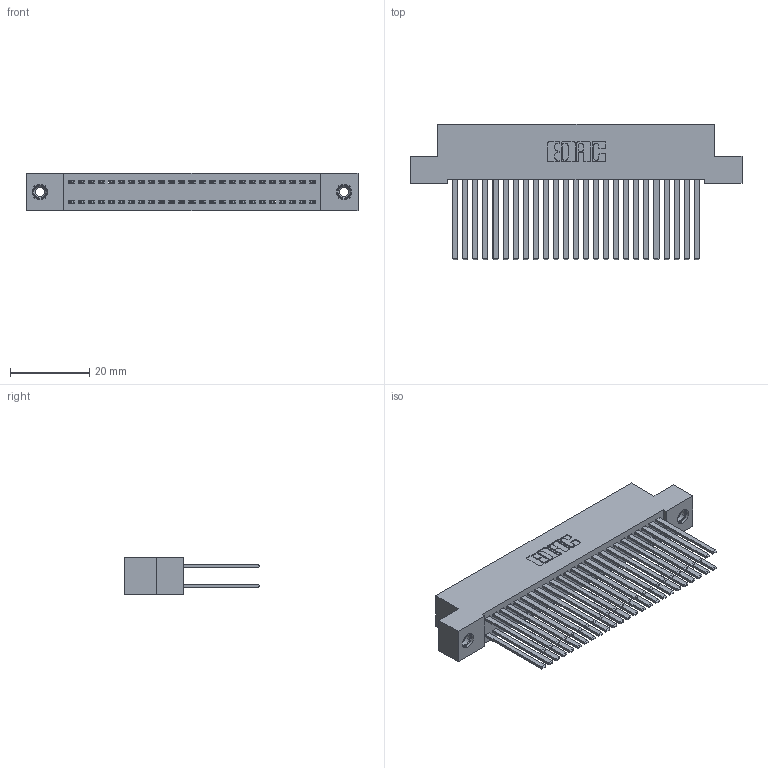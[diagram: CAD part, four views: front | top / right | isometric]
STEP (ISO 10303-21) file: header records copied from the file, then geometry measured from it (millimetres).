
FILE_DESCRIPTION (( 'STEP AP203' ), '1' );
FILE_NAME ('392-050-544-208.STEP', '2018-08-17T02:30:15', ( '' ), ( '' ), 'SwSTEP 2.0', 'SolidWorks 2016', '' );
FILE_SCHEMA (( 'CONFIG_CONTROL_DESIGN' ));
Length unit declared in the file: inch
Products named in the file (4): 342 Part_TI; 345-292-001_345-293-144; 345-250-001_345-250-003-102; 392-050-544-208
Assembly tree (53 placements, depth 2):
  392-050-544-208
    342 Part_TI
    345-292-001_345-293-144  x50
    345-250-001_345-250-003-102  x2
Bounding box: 83.82 x 34.3 x 9.4 mm (x, y, z)
Volume: 8146 mm3; surface area: 14792.1 mm2
Topology: 53 solids, 53 shells, 2470 faces, 7285 edges, 4782 vertices
Faces by surface type: plane 1698, cylinder 756, cone 12, torus 4
Entity records: 19152 total; most frequent: CARTESIAN_POINT 3173, ORIENTED_EDGE 3102, DIRECTION 2769, EDGE_CURVE 1551, LINE 1407, VECTOR 1407, VERTEX_POINT 1028, AXIS2_PLACEMENT_3D 681
